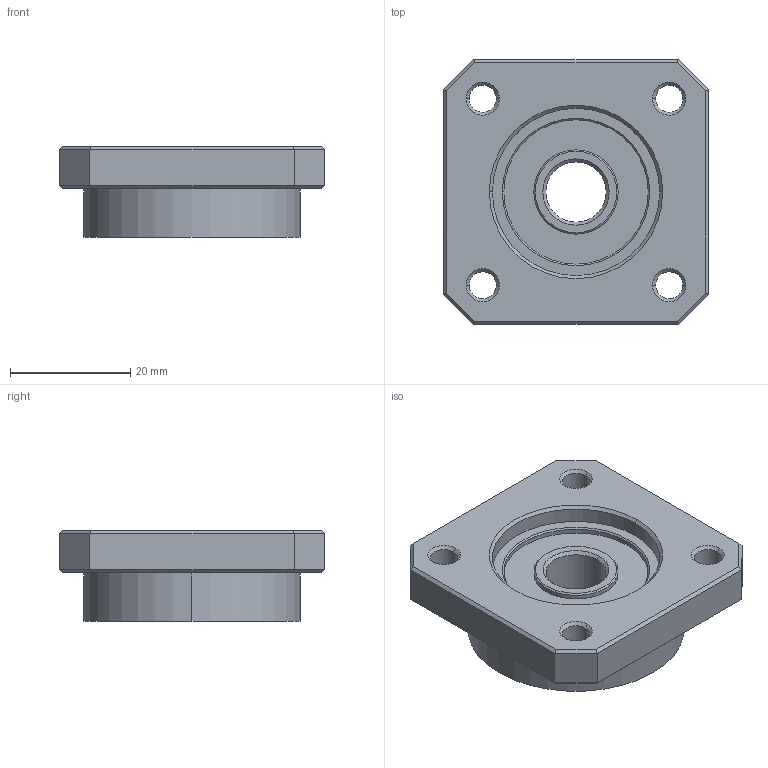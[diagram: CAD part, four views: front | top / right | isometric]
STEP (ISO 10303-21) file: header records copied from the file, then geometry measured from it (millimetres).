
FILE_DESCRIPTION (( 'STEP AP214' ), '1' );
FILE_NAME ('ff12.STEP', '2013-01-02T20:51:19', ( '' ), ( '' ), 'SwSTEP 2.0', 'SolidWorks 2011', '' );
FILE_SCHEMA (( 'AUTOMOTIVE_DESIGN' ));
Length unit declared in the file: millimetre
Products named in the file (1): ff12
Bounding box: 44 x 44 x 15 mm (x, y, z)
Volume: 15311.6 mm3; surface area: 6852.3 mm2
Topology: 1 solids, 1 shells, 79 faces, 172 edges, 102 vertices
Faces by surface type: plane 33, cylinder 24, cone 22
Entity records: 2472 total; most frequent: DIRECTION 402, CARTESIAN_POINT 354, ORIENTED_EDGE 344, EDGE_CURVE 172, AXIS2_PLACEMENT_3D 150, VECTOR 102, LINE 102, VERTEX_POINT 102
